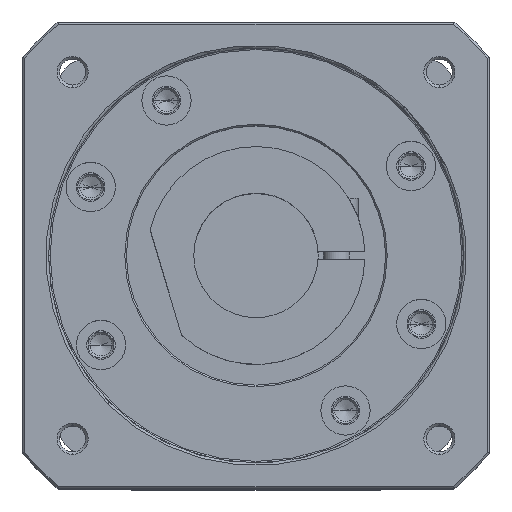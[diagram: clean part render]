
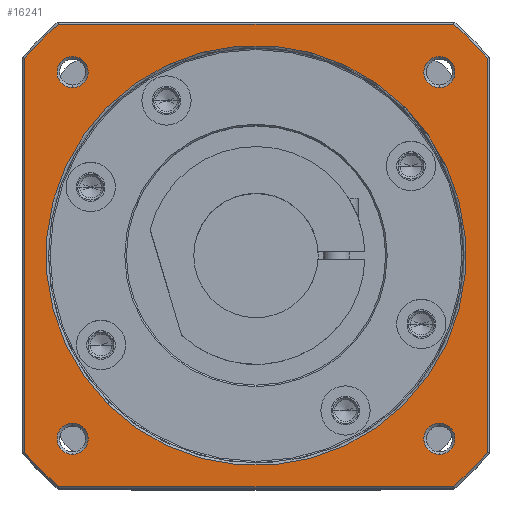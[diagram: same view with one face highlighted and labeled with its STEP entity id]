
A CAD part, top view. The second image highlights one B-rep face of the part: STEP entity #16241.
In plain terms, the highlighted planar face has unit normal (0, 0, 1).
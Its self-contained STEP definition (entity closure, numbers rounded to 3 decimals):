
#14523=CARTESIAN_POINT('',(0.,0.,19.));
#14524=DIRECTION('',(0.,0.,1.));
#14525=DIRECTION('',(-0.707,0.707,0.));
#14526=AXIS2_PLACEMENT_3D('',#14523,#14524,#14525);
#14528=CARTESIAN_POINT('',(0.,0.,19.));
#14529=DIRECTION('',(0.,0.,1.));
#14530=DIRECTION('',(0.707,-0.707,0.));
#14531=AXIS2_PLACEMENT_3D('',#14528,#14529,#14530);
#14533=CARTESIAN_POINT('',(0.,0.,19.));
#14534=DIRECTION('',(0.,0.,1.));
#14535=DIRECTION('',(-0.761,-0.649,0.));
#14536=AXIS2_PLACEMENT_3D('',#14533,#14534,#14535);
#14548=DIRECTION('',(1.,0.,0.));
#14549=VECTOR('',#14548,76.021);
#14550=CARTESIAN_POINT('',(-38.011,-44.6,19.));
#14551=LINE('',#14550,#14549);
#14561=CARTESIAN_POINT('',(0.,0.,19.));
#14562=DIRECTION('',(0.,0.,1.));
#14563=DIRECTION('',(0.649,-0.761,0.));
#14564=AXIS2_PLACEMENT_3D('',#14561,#14562,#14563);
#14576=DIRECTION('',(0.,1.,0.));
#14577=VECTOR('',#14576,76.021);
#14578=CARTESIAN_POINT('',(44.6,-38.011,19.));
#14579=LINE('',#14578,#14577);
#14589=CARTESIAN_POINT('',(0.,0.,19.));
#14590=DIRECTION('',(0.,0.,1.));
#14591=DIRECTION('',(0.761,0.649,0.));
#14592=AXIS2_PLACEMENT_3D('',#14589,#14590,#14591);
#14604=DIRECTION('',(-1.,0.,0.));
#14605=VECTOR('',#14604,76.021);
#14606=CARTESIAN_POINT('',(38.011,44.6,19.));
#14607=LINE('',#14606,#14605);
#14612=CARTESIAN_POINT('',(0.,0.,19.));
#14613=DIRECTION('',(0.,0.,1.));
#14614=DIRECTION('',(-0.649,0.761,0.));
#14615=AXIS2_PLACEMENT_3D('',#14612,#14613,#14614);
#14632=DIRECTION('',(0.,-1.,0.));
#14633=VECTOR('',#14632,76.021);
#14634=CARTESIAN_POINT('',(-44.6,38.011,19.));
#14635=LINE('',#14634,#14633);
#14857=CARTESIAN_POINT('',(-35.355,35.355,19.));
#14858=DIRECTION('',(0.,0.,1.));
#14859=DIRECTION('',(-1.,0.,0.));
#14860=AXIS2_PLACEMENT_3D('',#14857,#14858,#14859);
#14875=CARTESIAN_POINT('',(-35.355,35.355,19.));
#14876=DIRECTION('',(0.,0.,1.));
#14877=DIRECTION('',(1.,0.,0.));
#14878=AXIS2_PLACEMENT_3D('',#14875,#14876,#14877);
#14893=CARTESIAN_POINT('',(35.355,35.355,19.));
#14894=DIRECTION('',(0.,0.,1.));
#14895=DIRECTION('',(-1.,0.,0.));
#14896=AXIS2_PLACEMENT_3D('',#14893,#14894,#14895);
#14911=CARTESIAN_POINT('',(35.355,35.355,19.));
#14912=DIRECTION('',(0.,0.,1.));
#14913=DIRECTION('',(1.,0.,0.));
#14914=AXIS2_PLACEMENT_3D('',#14911,#14912,#14913);
#14929=CARTESIAN_POINT('',(35.355,-35.355,19.));
#14930=DIRECTION('',(0.,0.,1.));
#14931=DIRECTION('',(-1.,0.,0.));
#14932=AXIS2_PLACEMENT_3D('',#14929,#14930,#14931);
#14947=CARTESIAN_POINT('',(35.355,-35.355,19.));
#14948=DIRECTION('',(0.,0.,1.));
#14949=DIRECTION('',(1.,0.,0.));
#14950=AXIS2_PLACEMENT_3D('',#14947,#14948,#14949);
#14965=CARTESIAN_POINT('',(-35.355,-35.355,19.));
#14966=DIRECTION('',(0.,0.,1.));
#14967=DIRECTION('',(-1.,0.,0.));
#14968=AXIS2_PLACEMENT_3D('',#14965,#14966,#14967);
#14983=CARTESIAN_POINT('',(-35.355,-35.355,19.));
#14984=DIRECTION('',(0.,0.,1.));
#14985=DIRECTION('',(1.,0.,0.));
#14986=AXIS2_PLACEMENT_3D('',#14983,#14984,#14985);
#15543=CARTESIAN_POINT('',(44.6,-38.011,19.));
#15544=CARTESIAN_POINT('',(44.6,38.011,19.));
#15545=VERTEX_POINT('',#15543);
#15546=VERTEX_POINT('',#15544);
#15551=CARTESIAN_POINT('',(38.011,-44.6,19.));
#15552=VERTEX_POINT('',#15551);
#15555=CARTESIAN_POINT('',(-38.011,-44.6,19.));
#15556=VERTEX_POINT('',#15555);
#15559=CARTESIAN_POINT('',(-44.6,-38.011,19.));
#15560=VERTEX_POINT('',#15559);
#15563=CARTESIAN_POINT('',(-44.6,38.011,19.));
#15564=VERTEX_POINT('',#15563);
#15567=CARTESIAN_POINT('',(-38.011,44.6,19.));
#15568=VERTEX_POINT('',#15567);
#15571=CARTESIAN_POINT('',(38.011,44.6,19.));
#15572=VERTEX_POINT('',#15571);
#15599=CARTESIAN_POINT('',(-28.638,28.638,19.));
#15600=CARTESIAN_POINT('',(28.638,-28.638,19.));
#15601=VERTEX_POINT('',#15599);
#15602=VERTEX_POINT('',#15600);
#15733=CARTESIAN_POINT('',(-38.355,35.355,19.));
#15734=CARTESIAN_POINT('',(-32.355,35.355,19.));
#15735=VERTEX_POINT('',#15733);
#15736=VERTEX_POINT('',#15734);
#15781=CARTESIAN_POINT('',(38.355,35.355,19.));
#15782=CARTESIAN_POINT('',(32.355,35.355,19.));
#15783=VERTEX_POINT('',#15781);
#15784=VERTEX_POINT('',#15782);
#15793=CARTESIAN_POINT('',(38.355,-35.355,19.));
#15794=CARTESIAN_POINT('',(32.355,-35.355,19.));
#15795=VERTEX_POINT('',#15793);
#15796=VERTEX_POINT('',#15794);
#15805=CARTESIAN_POINT('',(-32.355,-35.355,19.));
#15806=CARTESIAN_POINT('',(-38.355,-35.355,19.));
#15807=VERTEX_POINT('',#15805);
#15808=VERTEX_POINT('',#15806);
#16189=CARTESIAN_POINT('',(0.,0.,19.));
#16190=DIRECTION('',(0.,0.,1.));
#16191=DIRECTION('',(1.,0.,0.));
#16192=AXIS2_PLACEMENT_3D('',#16189,#16190,#16191);
#16193=PLANE('',#16192);
#16195=ORIENTED_EDGE('',*,*,#16194,.F.);
#16197=ORIENTED_EDGE('',*,*,#16196,.F.);
#16199=ORIENTED_EDGE('',*,*,#16198,.F.);
#16201=ORIENTED_EDGE('',*,*,#16200,.F.);
#16203=ORIENTED_EDGE('',*,*,#16202,.F.);
#16205=ORIENTED_EDGE('',*,*,#16204,.F.);
#16207=ORIENTED_EDGE('',*,*,#16206,.F.);
#16209=ORIENTED_EDGE('',*,*,#16208,.F.);
#16210=EDGE_LOOP('',(#16195,#16197,#16199,#16201,#16203,#16205,#16207,#16209));
#16211=FACE_OUTER_BOUND('',#16210,.F.);
#16212=ORIENTED_EDGE('',*,*,#16177,.T.);
#16214=ORIENTED_EDGE('',*,*,#16213,.T.);
#16215=EDGE_LOOP('',(#16212,#16214));
#16216=FACE_BOUND('',#16215,.F.);
#16218=ORIENTED_EDGE('',*,*,#16217,.T.);
#16220=ORIENTED_EDGE('',*,*,#16219,.T.);
#16221=EDGE_LOOP('',(#16218,#16220));
#16222=FACE_BOUND('',#16221,.F.);
#16224=ORIENTED_EDGE('',*,*,#16223,.T.);
#16226=ORIENTED_EDGE('',*,*,#16225,.T.);
#16227=EDGE_LOOP('',(#16224,#16226));
#16228=FACE_BOUND('',#16227,.F.);
#16230=ORIENTED_EDGE('',*,*,#16229,.T.);
#16232=ORIENTED_EDGE('',*,*,#16231,.T.);
#16233=EDGE_LOOP('',(#16230,#16232));
#16234=FACE_BOUND('',#16233,.F.);
#16236=ORIENTED_EDGE('',*,*,#16235,.T.);
#16238=ORIENTED_EDGE('',*,*,#16237,.T.);
#16239=EDGE_LOOP('',(#16236,#16238));
#16240=FACE_BOUND('',#16239,.F.);
#16241=ADVANCED_FACE('',(#16211,#16216,#16222,#16228,#16234,#16240),#16193,.T.);
#14527=CIRCLE('',#14526,40.5);
#14532=CIRCLE('',#14531,40.5);
#14537=CIRCLE('',#14536,58.6);
#14565=CIRCLE('',#14564,58.6);
#14593=CIRCLE('',#14592,58.6);
#14616=CIRCLE('',#14615,58.6);
#14861=CIRCLE('',#14860,3.);
#14879=CIRCLE('',#14878,3.);
#14897=CIRCLE('',#14896,3.);
#14915=CIRCLE('',#14914,3.);
#14933=CIRCLE('',#14932,3.);
#14951=CIRCLE('',#14950,3.);
#14969=CIRCLE('',#14968,3.);
#14987=CIRCLE('',#14986,3.);
#16177=EDGE_CURVE('',#15601,#15602,#14527,.T.);
#16194=EDGE_CURVE('',#15560,#15556,#14537,.T.);
#16196=EDGE_CURVE('',#15564,#15560,#14635,.T.);
#16198=EDGE_CURVE('',#15568,#15564,#14616,.T.);
#16200=EDGE_CURVE('',#15572,#15568,#14607,.T.);
#16202=EDGE_CURVE('',#15546,#15572,#14593,.T.);
#16204=EDGE_CURVE('',#15545,#15546,#14579,.T.);
#16206=EDGE_CURVE('',#15552,#15545,#14565,.T.);
#16208=EDGE_CURVE('',#15556,#15552,#14551,.T.);
#16213=EDGE_CURVE('',#15602,#15601,#14532,.T.);
#16217=EDGE_CURVE('',#15735,#15736,#14861,.T.);
#16219=EDGE_CURVE('',#15736,#15735,#14879,.T.);
#16223=EDGE_CURVE('',#15784,#15783,#14897,.T.);
#16225=EDGE_CURVE('',#15783,#15784,#14915,.T.);
#16229=EDGE_CURVE('',#15796,#15795,#14933,.T.);
#16231=EDGE_CURVE('',#15795,#15796,#14951,.T.);
#16235=EDGE_CURVE('',#15808,#15807,#14969,.T.);
#16237=EDGE_CURVE('',#15807,#15808,#14987,.T.);
